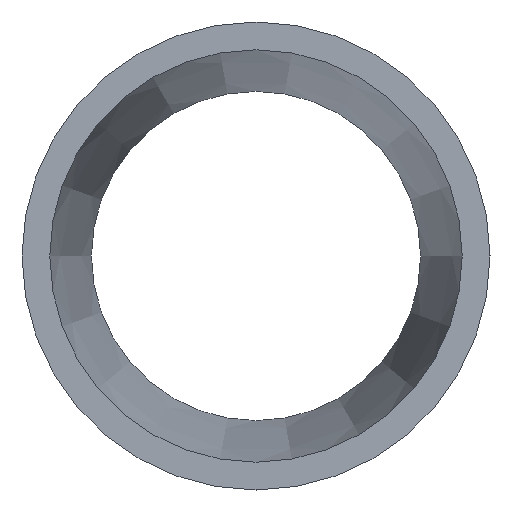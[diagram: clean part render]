
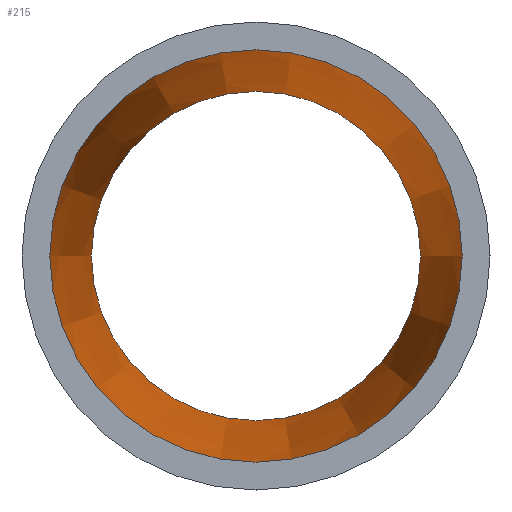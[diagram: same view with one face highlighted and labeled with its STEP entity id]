
A CAD part, left-side view. The second image highlights one B-rep face of the part: STEP entity #215.
In plain terms, the highlighted conical face has half-angle 5.194 degrees and reference radius 13.35 mm.
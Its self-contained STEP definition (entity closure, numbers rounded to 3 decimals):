
#181=CARTESIAN_POINT('',(43.0,11.85,0.0));
#182=VERTEX_POINT('',#181);
#183=CARTESIAN_POINT('',(43.,0.0,0.0));
#184=DIRECTION('',(1.0,0.0,0.0));
#185=DIRECTION('',(0.0,1.0,0.0));
#186=AXIS2_PLACEMENT_3D('',#183,#184,#185);
#187=CIRCLE('',#186,11.85);
#188=EDGE_CURVE('',#182,#182,#187,.T.);
#196=CARTESIAN_POINT('',(26.5,0.0,0.0));
#197=DIRECTION('',(-1.0,0.0,0.0));
#198=DIRECTION('',(0.0,1.0,0.0));
#199=AXIS2_PLACEMENT_3D('',#196,#197,#198);
#200=CONICAL_SURFACE('',#199,13.35,5.194);
#201=CARTESIAN_POINT('',(10.,14.85,0.0));
#202=VERTEX_POINT('',#201);
#203=CARTESIAN_POINT('',(10.,0.0,0.0));
#204=DIRECTION('',(1.0,0.0,0.0));
#205=DIRECTION('',(0.0,1.0,0.0));
#206=AXIS2_PLACEMENT_3D('',#203,#204,#205);
#207=CIRCLE('',#206,14.85);
#208=EDGE_CURVE('',#202,#202,#207,.T.);
#209=ORIENTED_EDGE('',*,*,#208,.F.);
#210=EDGE_LOOP('',(#209));
#211=FACE_OUTER_BOUND('',#210,.T.);
#212=ORIENTED_EDGE('',*,*,#188,.T.);
#213=EDGE_LOOP('',(#212));
#214=FACE_BOUND('',#213,.T.);
#215=ADVANCED_FACE('',(#211,#214),#200,.F.);
